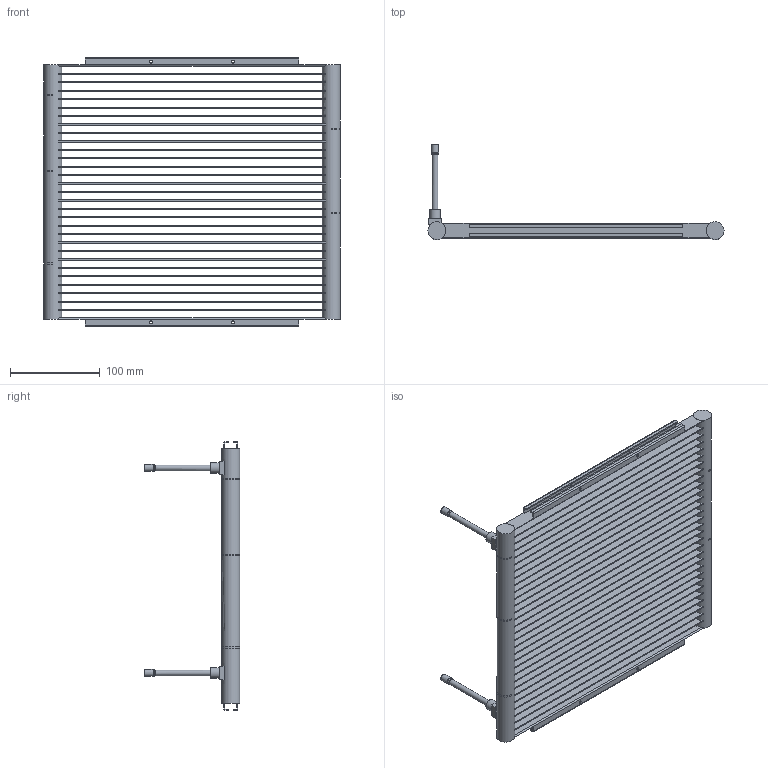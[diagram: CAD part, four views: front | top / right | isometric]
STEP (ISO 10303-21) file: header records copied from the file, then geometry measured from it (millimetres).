
FILE_DESCRIPTION(('TFLEX Exchange Step'),'2;1');
FILE_NAME('RC-1000.stp', '2023-04-05T11:00:23+03:00',('EXT0102'),('Unknown organisation'),'TFLEX Exchange 2022.1','T-FLEX CAD','Unknown authorisation');
FILE_SCHEMA( ('AUTOMOTIVE_DESIGN { 1 0 10303 214 1 1 1 1 }') );
Length unit declared in the file: millimetre
Products named in the file (1): Nodes
Bounding box: 330.2 x 106.5 x 299.7 mm (x, y, z)
Volume: 389668.6 mm3; surface area: 381095.8 mm2
Topology: 1 solids, 1 shells, 240 faces, 872 edges, 594 vertices
Faces by surface type: plane 198, cylinder 36, cone 6
Full cylindrical faces by diameter (mm): 3.2 x8, 4.95 x2, 5 x2, 6.35 x4, 7.75 x2, 12 x2, 20 x2
Entity records: 11199 total; most frequent: CARTESIAN_POINT 3330, ORIENTED_EDGE 1744, DIRECTION 1660, EDGE_CURVE 872, VERTEX_POINT 594, AXIS2_PLACEMENT_3D 593, VECTOR 474, LINE 474
